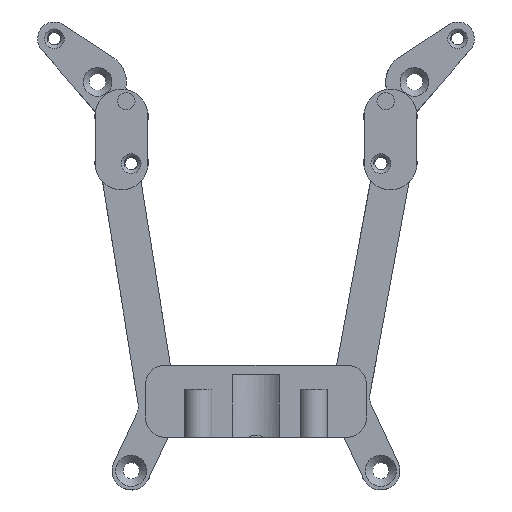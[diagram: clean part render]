
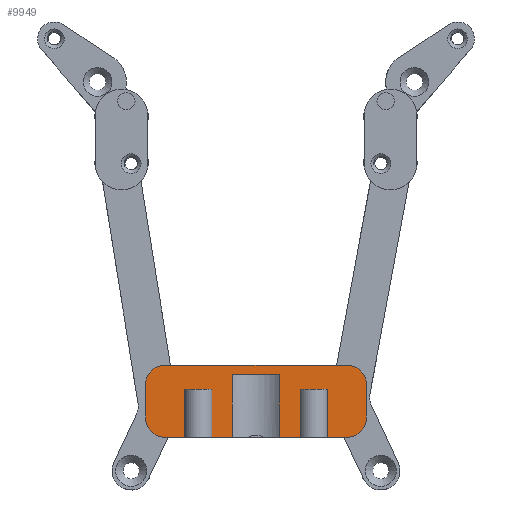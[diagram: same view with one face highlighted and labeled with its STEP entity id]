
A CAD part, top view. The second image highlights one B-rep face of the part: STEP entity #9949.
In plain terms, the highlighted planar face has unit normal (0, 0, 1).
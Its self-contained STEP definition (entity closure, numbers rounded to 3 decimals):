
#3404 = VERTEX_POINT('',#3405);
#3405 = CARTESIAN_POINT('',(19.,-157.,34.));
#3411 = EDGE_CURVE('',#3404,#3412,#3414,.T.);
#3412 = VERTEX_POINT('',#3413);
#3413 = CARTESIAN_POINT('',(14.828,-157.,34.));
#3414 = LINE('',#3415,#3416);
#3415 = CARTESIAN_POINT('',(0.,-157.,34.));
#3416 = VECTOR('',#3417,1.);
#3417 = DIRECTION('',(-1.,0.,0.));
#3420 = VERTEX_POINT('',#3421);
#3421 = CARTESIAN_POINT('',(9.172,-157.,34.));
#3428 = EDGE_CURVE('',#3420,#3429,#3431,.T.);
#3429 = VERTEX_POINT('',#3430);
#3430 = CARTESIAN_POINT('',(4.803,-157.,34.));
#3431 = LINE('',#3432,#3433);
#3432 = CARTESIAN_POINT('',(0.,-157.,34.));
#3433 = VECTOR('',#3434,1.);
#3434 = DIRECTION('',(-1.,0.,0.));
#3470 = VERTEX_POINT('',#3471);
#3471 = CARTESIAN_POINT('',(-4.995,-157.,34.));
#3478 = EDGE_CURVE('',#3470,#3479,#3481,.T.);
#3479 = VERTEX_POINT('',#3480);
#3480 = CARTESIAN_POINT('',(-9.172,-157.,34.));
#3481 = LINE('',#3482,#3483);
#3482 = CARTESIAN_POINT('',(0.,-157.,34.));
#3483 = VECTOR('',#3484,1.);
#3484 = DIRECTION('',(-1.,0.,0.));
#3487 = VERTEX_POINT('',#3488);
#3488 = CARTESIAN_POINT('',(-14.828,-157.,34.));
#3495 = EDGE_CURVE('',#3487,#3496,#3498,.T.);
#3496 = VERTEX_POINT('',#3497);
#3497 = CARTESIAN_POINT('',(-19.,-157.,34.));
#3498 = LINE('',#3499,#3500);
#3499 = CARTESIAN_POINT('',(0.,-157.,34.));
#3500 = VECTOR('',#3501,1.);
#3501 = DIRECTION('',(-1.,0.,0.));
#3864 = VERTEX_POINT('',#3865);
#3865 = CARTESIAN_POINT('',(19.,-142.,34.));
#3871 = EDGE_CURVE('',#3864,#3872,#3874,.T.);
#3872 = VERTEX_POINT('',#3873);
#3873 = CARTESIAN_POINT('',(-19.,-142.,34.));
#3874 = LINE('',#3875,#3876);
#3875 = CARTESIAN_POINT('',(19.,-142.,34.));
#3876 = VECTOR('',#3877,1.);
#3877 = DIRECTION('',(-1.,0.,0.));
#9930 = EDGE_CURVE('',#3404,#9931,#9933,.T.);
#9931 = VERTEX_POINT('',#9932);
#9932 = CARTESIAN_POINT('',(23.,-153.,34.));
#9933 = CIRCLE('',#9934,4.);
#9934 = AXIS2_PLACEMENT_3D('',#9935,#9936,#9937);
#9935 = CARTESIAN_POINT('',(19.,-153.,34.));
#9936 = DIRECTION('',(0.,0.,1.));
#9937 = DIRECTION('',(1.,0.,0.));
#9949 = ADVANCED_FACE('',(#9950),#10063,.T.);
#9950 = FACE_BOUND('',#9951,.T.);
#9951 = EDGE_LOOP('',(#9952,#9953,#9954,#9962,#9969,#9970,#9979,#9987,
    #9994,#9995,#10003,#10011,#10017,#10018,#10026,#10034,#10040,#10041,
    #10049,#10057));
#9952 = ORIENTED_EDGE('',*,*,#3411,.F.);
#9953 = ORIENTED_EDGE('',*,*,#9930,.T.);
#9954 = ORIENTED_EDGE('',*,*,#9955,.T.);
#9955 = EDGE_CURVE('',#9931,#9956,#9958,.T.);
#9956 = VERTEX_POINT('',#9957);
#9957 = CARTESIAN_POINT('',(23.,-146.,34.));
#9958 = LINE('',#9959,#9960);
#9959 = CARTESIAN_POINT('',(23.,-153.,34.));
#9960 = VECTOR('',#9961,1.);
#9961 = DIRECTION('',(0.,1.,0.));
#9962 = ORIENTED_EDGE('',*,*,#9963,.T.);
#9963 = EDGE_CURVE('',#9956,#3864,#9964,.T.);
#9964 = CIRCLE('',#9965,4.);
#9965 = AXIS2_PLACEMENT_3D('',#9966,#9967,#9968);
#9966 = CARTESIAN_POINT('',(19.,-146.,34.));
#9967 = DIRECTION('',(0.,0.,1.));
#9968 = DIRECTION('',(1.,0.,0.));
#9969 = ORIENTED_EDGE('',*,*,#3871,.T.);
#9970 = ORIENTED_EDGE('',*,*,#9971,.T.);
#9971 = EDGE_CURVE('',#3872,#9972,#9974,.T.);
#9972 = VERTEX_POINT('',#9973);
#9973 = CARTESIAN_POINT('',(-23.,-146.,34.));
#9974 = CIRCLE('',#9975,4.);
#9975 = AXIS2_PLACEMENT_3D('',#9976,#9977,#9978);
#9976 = CARTESIAN_POINT('',(-19.,-146.,34.));
#9977 = DIRECTION('',(0.,0.,1.));
#9978 = DIRECTION('',(1.,0.,0.));
#9979 = ORIENTED_EDGE('',*,*,#9980,.F.);
#9980 = EDGE_CURVE('',#9981,#9972,#9983,.T.);
#9981 = VERTEX_POINT('',#9982);
#9982 = CARTESIAN_POINT('',(-23.,-153.,34.));
#9983 = LINE('',#9984,#9985);
#9984 = CARTESIAN_POINT('',(-23.,-153.,34.));
#9985 = VECTOR('',#9986,1.);
#9986 = DIRECTION('',(0.,1.,0.));
#9987 = ORIENTED_EDGE('',*,*,#9988,.T.);
#9988 = EDGE_CURVE('',#9981,#3496,#9989,.T.);
#9989 = CIRCLE('',#9990,4.);
#9990 = AXIS2_PLACEMENT_3D('',#9991,#9992,#9993);
#9991 = CARTESIAN_POINT('',(-19.,-153.,34.));
#9992 = DIRECTION('',(0.,0.,1.));
#9993 = DIRECTION('',(1.,0.,0.));
#9994 = ORIENTED_EDGE('',*,*,#3495,.F.);
#9995 = ORIENTED_EDGE('',*,*,#9996,.F.);
#9996 = EDGE_CURVE('',#9997,#3487,#9999,.T.);
#9997 = VERTEX_POINT('',#9998);
#9998 = CARTESIAN_POINT('',(-14.828,-147.,34.));
#9999 = LINE('',#10000,#10001);
#10000 = CARTESIAN_POINT('',(-14.828,-157.,34.));
#10001 = VECTOR('',#10002,1.);
#10002 = DIRECTION('',(0.,-1.,0.));
#10003 = ORIENTED_EDGE('',*,*,#10004,.F.);
#10004 = EDGE_CURVE('',#10005,#9997,#10007,.T.);
#10005 = VERTEX_POINT('',#10006);
#10006 = CARTESIAN_POINT('',(-9.172,-147.,34.));
#10007 = LINE('',#10008,#10009);
#10008 = CARTESIAN_POINT('',(0.,-147.,34.));
#10009 = VECTOR('',#10010,1.);
#10010 = DIRECTION('',(-1.,0.,0.));
#10011 = ORIENTED_EDGE('',*,*,#10012,.T.);
#10012 = EDGE_CURVE('',#10005,#3479,#10013,.T.);
#10013 = LINE('',#10014,#10015);
#10014 = CARTESIAN_POINT('',(-9.172,-157.,34.));
#10015 = VECTOR('',#10016,1.);
#10016 = DIRECTION('',(0.,-1.,0.));
#10017 = ORIENTED_EDGE('',*,*,#3478,.F.);
#10018 = ORIENTED_EDGE('',*,*,#10019,.F.);
#10019 = EDGE_CURVE('',#10020,#3470,#10022,.T.);
#10020 = VERTEX_POINT('',#10021);
#10021 = CARTESIAN_POINT('',(-4.995,-144.,34.));
#10022 = LINE('',#10023,#10024);
#10023 = CARTESIAN_POINT('',(-4.995,-157.,34.));
#10024 = VECTOR('',#10025,1.);
#10025 = DIRECTION('',(0.,-1.,0.));
#10026 = ORIENTED_EDGE('',*,*,#10027,.F.);
#10027 = EDGE_CURVE('',#10028,#10020,#10030,.T.);
#10028 = VERTEX_POINT('',#10029);
#10029 = CARTESIAN_POINT('',(4.803,-144.,34.));
#10030 = LINE('',#10031,#10032);
#10031 = CARTESIAN_POINT('',(-0.048,-144.,34.));
#10032 = VECTOR('',#10033,1.);
#10033 = DIRECTION('',(-1.,0.,0.));
#10034 = ORIENTED_EDGE('',*,*,#10035,.T.);
#10035 = EDGE_CURVE('',#10028,#3429,#10036,.T.);
#10036 = LINE('',#10037,#10038);
#10037 = CARTESIAN_POINT('',(4.803,-157.,34.));
#10038 = VECTOR('',#10039,1.);
#10039 = DIRECTION('',(0.,-1.,0.));
#10040 = ORIENTED_EDGE('',*,*,#3428,.F.);
#10041 = ORIENTED_EDGE('',*,*,#10042,.F.);
#10042 = EDGE_CURVE('',#10043,#3420,#10045,.T.);
#10043 = VERTEX_POINT('',#10044);
#10044 = CARTESIAN_POINT('',(9.172,-147.,34.));
#10045 = LINE('',#10046,#10047);
#10046 = CARTESIAN_POINT('',(9.172,-157.,34.));
#10047 = VECTOR('',#10048,1.);
#10048 = DIRECTION('',(0.,-1.,0.));
#10049 = ORIENTED_EDGE('',*,*,#10050,.F.);
#10050 = EDGE_CURVE('',#10051,#10043,#10053,.T.);
#10051 = VERTEX_POINT('',#10052);
#10052 = CARTESIAN_POINT('',(14.828,-147.,34.));
#10053 = LINE('',#10054,#10055);
#10054 = CARTESIAN_POINT('',(0.,-147.,34.));
#10055 = VECTOR('',#10056,1.);
#10056 = DIRECTION('',(-1.,0.,0.));
#10057 = ORIENTED_EDGE('',*,*,#10058,.T.);
#10058 = EDGE_CURVE('',#10051,#3412,#10059,.T.);
#10059 = LINE('',#10060,#10061);
#10060 = CARTESIAN_POINT('',(14.828,-157.,34.));
#10061 = VECTOR('',#10062,1.);
#10062 = DIRECTION('',(0.,-1.,0.));
#10063 = PLANE('',#10064);
#10064 = AXIS2_PLACEMENT_3D('',#10065,#10066,#10067);
#10065 = CARTESIAN_POINT('',(0.,-149.5,34.));
#10066 = DIRECTION('',(0.,0.,1.));
#10067 = DIRECTION('',(1.,0.,0.));
